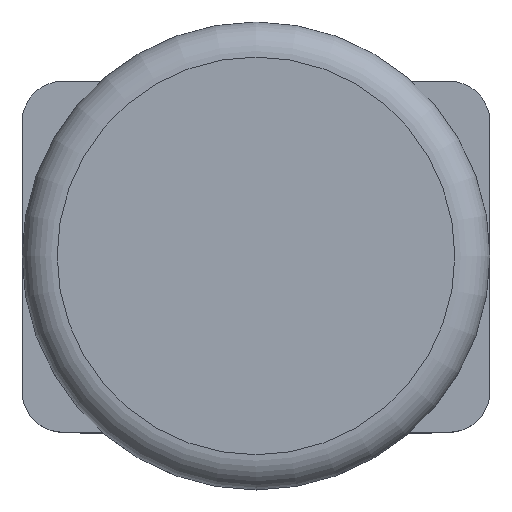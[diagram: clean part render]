
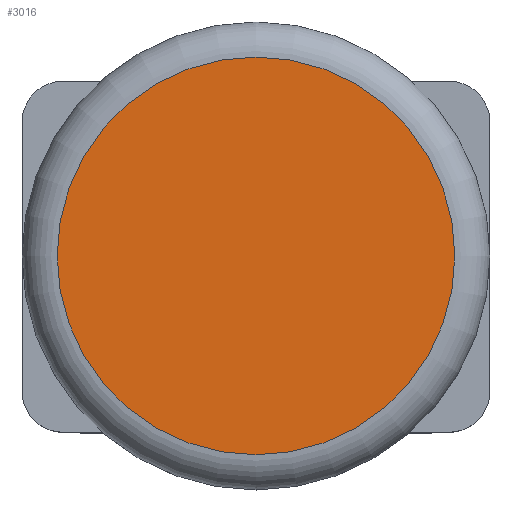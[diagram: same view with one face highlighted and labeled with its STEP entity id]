
A CAD part, top view. The second image highlights one B-rep face of the part: STEP entity #3016.
In plain terms, the highlighted face is planar.
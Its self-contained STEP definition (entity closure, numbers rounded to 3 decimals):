
#802=PLANE('',#3250);
#1044=FACE_OUTER_BOUND('',#1267,.T.);
#1267=EDGE_LOOP('',(#2712));
#1379=CIRCLE('',#3251,17.);
#1636=VERTEX_POINT('',#5176);
#2005=EDGE_CURVE('',#1636,#1636,#1379,.T.);
#2712=ORIENTED_EDGE('',*,*,#2005,.F.);
#3016=ADVANCED_FACE('',(#1044),#802,.T.);
#3250=AXIS2_PLACEMENT_3D('',#5175,#3936,#3937);
#3251=AXIS2_PLACEMENT_3D('',#5177,#3938,#3939);
#3936=DIRECTION('center_axis',(0.,0.,-1.));
#3937=DIRECTION('ref_axis',(-1.,0.,0.));
#3938=DIRECTION('center_axis',(0.,0.,1.));
#3939=DIRECTION('ref_axis',(0.,-1.,0.));
#5175=CARTESIAN_POINT('Origin',(0.,-8.5,-17.5));
#5176=CARTESIAN_POINT('',(0.,-17.,-17.5));
#5177=CARTESIAN_POINT('Origin',(0.,0.,-17.5));
